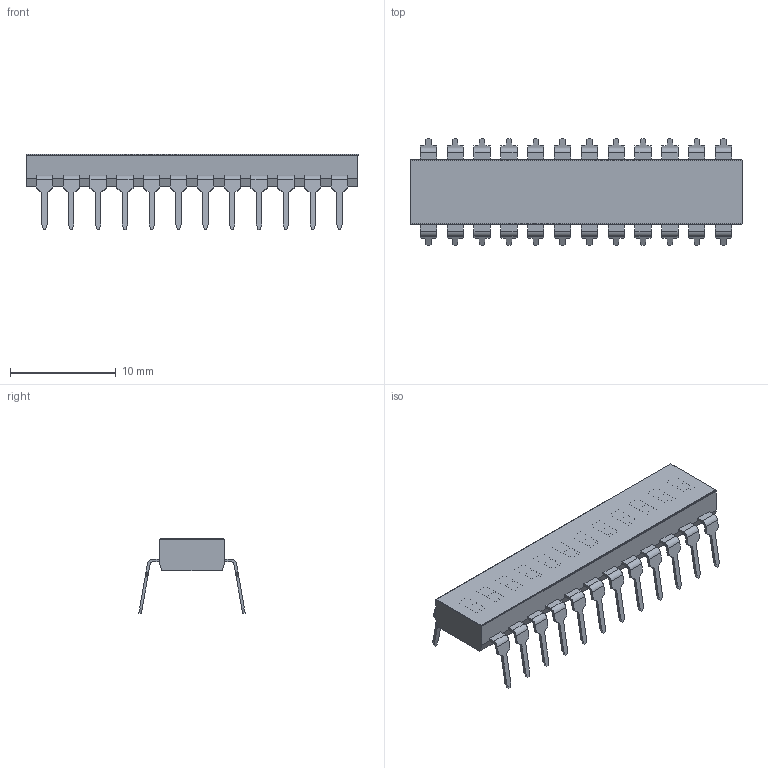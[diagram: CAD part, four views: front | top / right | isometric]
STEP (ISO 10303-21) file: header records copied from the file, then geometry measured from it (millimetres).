
FILE_DESCRIPTION(/* description */ (''),/* implementation_level */ '2;1');
FILE_NAME(/* name */ 'KAE12TAGx.stp',/* time_stamp */ '2025-05-21T10:11:26-05:00',/* author */ ('mroman'),/* organization */ (''),/* preprocessor_version */ 'ST-DEVELOPER v18.1',/* originating_system */ 'Autodesk Inventor 2022',/* authorisation */ '');
FILE_SCHEMA (('AUTOMOTIVE_DESIGN { 1 0 10303 214 3 1 1 }'));
Length unit declared in the file: centimetre
Products named in the file (1): KAE12TAGx
Bounding box: 31.44 x 10.09 x 7.13 mm (x, y, z)
Volume: 618.6 mm3; surface area: 999.9 mm2
Topology: 1 solids, 13 shells, 556 faces, 1526 edges, 1008 vertices
Faces by surface type: plane 508, cylinder 48
Entity records: 17381 total; most frequent: CARTESIAN_POINT 3091, ORIENTED_EDGE 3052, DIRECTION 2736, EDGE_CURVE 1526, LINE 1430, VECTOR 1430, VERTEX_POINT 1008, AXIS2_PLACEMENT_3D 653
